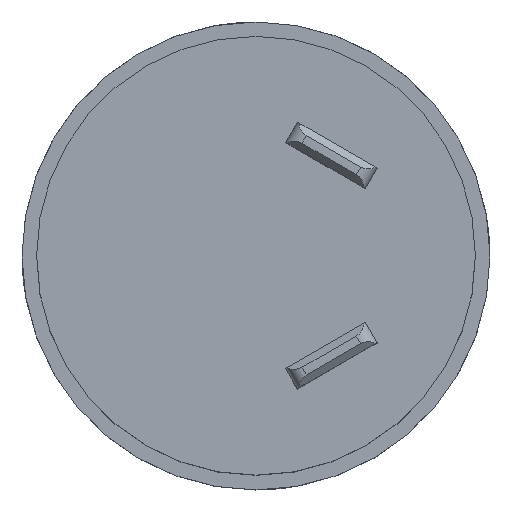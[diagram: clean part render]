
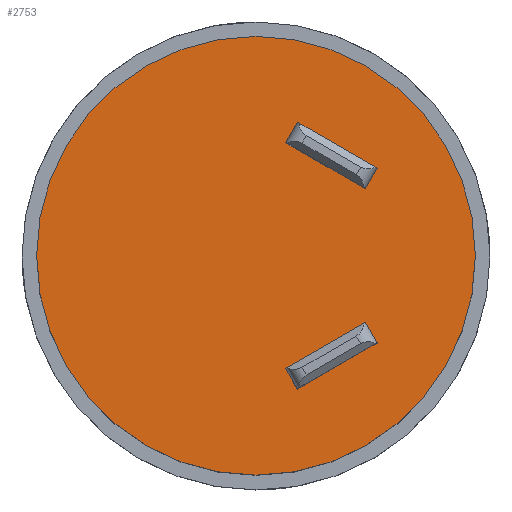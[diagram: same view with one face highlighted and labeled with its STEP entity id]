
A CAD part, top view. The second image highlights one B-rep face of the part: STEP entity #2753.
In plain terms, the highlighted planar face has unit normal (0, 0, 1).
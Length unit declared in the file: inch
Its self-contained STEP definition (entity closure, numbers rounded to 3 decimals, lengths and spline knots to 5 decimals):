
#32 = LINE ( 'NONE', #8802, #2956 ) ;
#264 = LINE ( 'NONE', #8591, #3944 ) ;
#296 = ORIENTED_EDGE ( 'NONE', *, *, #7218, .F. ) ;
#366 = FACE_OUTER_BOUND ( 'NONE', #6008, .T. ) ;
#725 = VECTOR ( 'NONE', #1616, 39.37008 ) ;
#845 = VERTEX_POINT ( 'NONE', #1714 ) ;
#1013 = CARTESIAN_POINT ( 'NONE',  ( 0., 0., 0. ) ) ;
#1100 = ORIENTED_EDGE ( 'NONE', *, *, #2567, .F. ) ;
#1161 = FACE_BOUND ( 'NONE', #5537, .T. ) ;
#1578 = CARTESIAN_POINT ( 'NONE',  ( -0.23495, -0.3259, 0. ) ) ;
#1596 = CARTESIAN_POINT ( 'NONE',  ( 0.23495, -0.3259, 0. ) ) ;
#1616 = DIRECTION ( 'NONE',  ( -0.5, -0.866, 0. ) ) ;
#1714 = CARTESIAN_POINT ( 'NONE',  ( 0.1804, -0.29441, 0. ) ) ;
#1829 = LINE ( 'NONE', #8299, #725 ) ;
#1844 = DIRECTION ( 'NONE',  ( 0., 0., 1. ) ) ;
#1948 = CARTESIAN_POINT ( 'NONE',  ( 0., 0., 0. ) ) ;
#1992 = VERTEX_POINT ( 'NONE', #9466 ) ;
#2136 = LINE ( 'NONE', #9458, #5517 ) ;
#2366 = CARTESIAN_POINT ( 'NONE',  ( -0.23495, -0.3259, 0. ) ) ;
#2394 = VECTOR ( 'NONE', #2454, 39.37008 ) ;
#2435 = AXIS2_PLACEMENT_3D ( 'NONE', #1948, #1844, #9268 ) ;
#2454 = DIRECTION ( 'NONE',  ( 0.5, 0.866, 0. ) ) ;
#2567 = EDGE_CURVE ( 'NONE', #9475, #5282, #8224, .T. ) ;
#2753 = ADVANCED_FACE ( 'NONE', ( #5979, #366, #1161 ), #9231, .F. ) ;
#2867 = CARTESIAN_POINT ( 'NONE',  ( -0.1804, -0.29441, 0. ) ) ;
#2956 = VECTOR ( 'NONE', #8056, 39.37008 ) ;
#3473 = DIRECTION ( 'NONE',  ( 0.5, -0.866, 0. ) ) ;
#3728 = DIRECTION ( 'NONE',  ( 0., 0., 1. ) ) ;
#3770 = VECTOR ( 'NONE', #8111, 39.37008 ) ;
#3944 = VECTOR ( 'NONE', #3473, 39.37008 ) ;
#4065 = CARTESIAN_POINT ( 'NONE',  ( -0.1804, -0.29441, 0. ) ) ;
#4206 = LINE ( 'NONE', #6511, #3770 ) ;
#4227 = AXIS2_PLACEMENT_3D ( 'NONE', #4627, #3728, #5274 ) ;
#4257 = CARTESIAN_POINT ( 'NONE',  ( -0.35897, -0.1111, 0. ) ) ;
#4313 = ORIENTED_EDGE ( 'NONE', *, *, #10078, .F. ) ;
#4421 = DIRECTION ( 'NONE',  ( 0., 0., -1. ) ) ;
#4463 = VECTOR ( 'NONE', #5543, 39.37008 ) ;
#4503 = ORIENTED_EDGE ( 'NONE', *, *, #9516, .F. ) ;
#4627 = CARTESIAN_POINT ( 'NONE',  ( 0., 0., 0. ) ) ;
#4643 = EDGE_CURVE ( 'NONE', #845, #9475, #2136, .T. ) ;
#4812 = VERTEX_POINT ( 'NONE', #4065 ) ;
#4946 = ORIENTED_EDGE ( 'NONE', *, *, #6577, .F. ) ;
#5011 = CARTESIAN_POINT ( 'NONE',  ( -0.30442, -0.07961, 0. ) ) ;
#5172 = CIRCLE ( 'NONE', #2435, 0.59055 ) ;
#5216 = LINE ( 'NONE', #2867, #10535 ) ;
#5274 = DIRECTION ( 'NONE',  ( 1., 0., 0. ) ) ;
#5282 = VERTEX_POINT ( 'NONE', #5714 ) ;
#5390 = VERTEX_POINT ( 'NONE', #5011 ) ;
#5517 = VECTOR ( 'NONE', #10316, 39.37008 ) ;
#5537 = EDGE_LOOP ( 'NONE', ( #8569, #296, #9786, #1100 ) ) ;
#5543 = DIRECTION ( 'NONE',  ( 0.866, 0.5, 0. ) ) ;
#5714 = CARTESIAN_POINT ( 'NONE',  ( 0.35897, -0.1111, 0. ) ) ;
#5754 = VERTEX_POINT ( 'NONE', #9755 ) ;
#5979 = FACE_BOUND ( 'NONE', #10359, .T. ) ;
#6008 = EDGE_LOOP ( 'NONE', ( #9308, #6929 ) ) ;
#6477 = EDGE_CURVE ( 'NONE', #7786, #1992, #8839, .T. ) ;
#6511 = CARTESIAN_POINT ( 'NONE',  ( -0.35897, -0.1111, 0. ) ) ;
#6577 = EDGE_CURVE ( 'NONE', #7148, #4812, #8904, .T. ) ;
#6765 = AXIS2_PLACEMENT_3D ( 'NONE', #1013, #4421, #7693 ) ;
#6929 = ORIENTED_EDGE ( 'NONE', *, *, #8426, .T. ) ;
#7148 = VERTEX_POINT ( 'NONE', #2366 ) ;
#7218 = EDGE_CURVE ( 'NONE', #5754, #845, #1829, .T. ) ;
#7693 = DIRECTION ( 'NONE',  ( -1., 0., 0. ) ) ;
#7786 = VERTEX_POINT ( 'NONE', #9874 ) ;
#7983 = EDGE_CURVE ( 'NONE', #5282, #5754, #32, .T. ) ;
#8056 = DIRECTION ( 'NONE',  ( -0.866, 0.5, 0. ) ) ;
#8111 = DIRECTION ( 'NONE',  ( -0.866, -0.5, 0. ) ) ;
#8224 = LINE ( 'NONE', #1596, #2394 ) ;
#8299 = CARTESIAN_POINT ( 'NONE',  ( 0.1804, -0.29441, 0. ) ) ;
#8426 = EDGE_CURVE ( 'NONE', #1992, #7786, #5172, .T. ) ;
#8474 = DIRECTION ( 'NONE',  ( -0.5, 0.866, 0. ) ) ;
#8492 = VERTEX_POINT ( 'NONE', #4257 ) ;
#8569 = ORIENTED_EDGE ( 'NONE', *, *, #4643, .F. ) ;
#8591 = CARTESIAN_POINT ( 'NONE',  ( -0.23495, -0.3259, 0. ) ) ;
#8802 = CARTESIAN_POINT ( 'NONE',  ( 0.30442, -0.07961, 0. ) ) ;
#8839 = CIRCLE ( 'NONE', #4227, 0.59055 ) ;
#8904 = LINE ( 'NONE', #1578, #4463 ) ;
#9231 = PLANE ( 'NONE',  #6765 ) ;
#9268 = DIRECTION ( 'NONE',  ( 1., 0., 0. ) ) ;
#9308 = ORIENTED_EDGE ( 'NONE', *, *, #6477, .T. ) ;
#9458 = CARTESIAN_POINT ( 'NONE',  ( 0.1804, -0.29441, 0. ) ) ;
#9466 = CARTESIAN_POINT ( 'NONE',  ( -0.59055, 0., 0. ) ) ;
#9475 = VERTEX_POINT ( 'NONE', #10501 ) ;
#9516 = EDGE_CURVE ( 'NONE', #4812, #5390, #5216, .T. ) ;
#9697 = ORIENTED_EDGE ( 'NONE', *, *, #10325, .F. ) ;
#9755 = CARTESIAN_POINT ( 'NONE',  ( 0.30442, -0.07961, 0. ) ) ;
#9786 = ORIENTED_EDGE ( 'NONE', *, *, #7983, .F. ) ;
#9874 = CARTESIAN_POINT ( 'NONE',  ( 0.59055, 0., 0. ) ) ;
#10078 = EDGE_CURVE ( 'NONE', #8492, #7148, #264, .T. ) ;
#10316 = DIRECTION ( 'NONE',  ( 0.866, -0.5, 0. ) ) ;
#10325 = EDGE_CURVE ( 'NONE', #5390, #8492, #4206, .T. ) ;
#10359 = EDGE_LOOP ( 'NONE', ( #4946, #4313, #9697, #4503 ) ) ;
#10501 = CARTESIAN_POINT ( 'NONE',  ( 0.23495, -0.3259, 0. ) ) ;
#10535 = VECTOR ( 'NONE', #8474, 39.37008 ) ;
